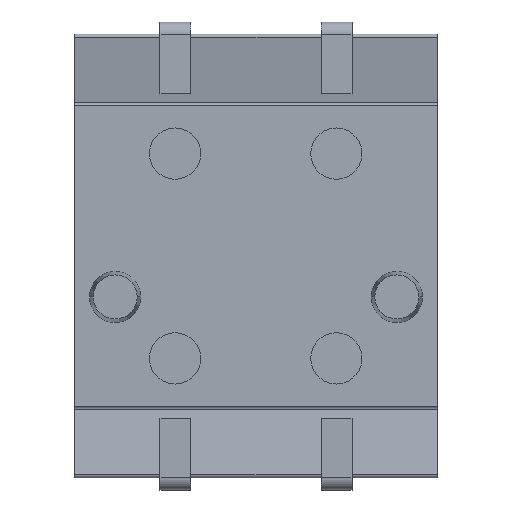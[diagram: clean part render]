
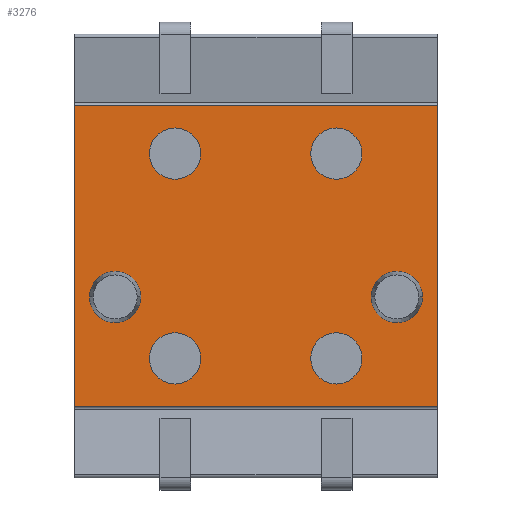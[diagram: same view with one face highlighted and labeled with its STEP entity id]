
A CAD part, front view. The second image highlights one B-rep face of the part: STEP entity #3276.
In plain terms, the highlighted planar face has unit normal (0, -1, 0).
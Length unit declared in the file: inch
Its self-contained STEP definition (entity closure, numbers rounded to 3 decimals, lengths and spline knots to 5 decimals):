
#373=DIRECTION('',(0.,0.,-1.));
#374=VECTOR('',#373,0.293);
#375=CARTESIAN_POINT('',(0.177,-0.058,0.1465));
#376=LINE('',#375,#374);
#439=DIRECTION('',(0.,0.,-1.));
#440=VECTOR('',#439,0.293);
#441=CARTESIAN_POINT('',(-0.177,-0.058,0.1465));
#442=LINE('',#441,#440);
#560=DIRECTION('',(1.,0.,0.));
#561=VECTOR('',#560,0.354);
#562=CARTESIAN_POINT('',(-0.177,-0.058,-0.1465));
#563=LINE('',#562,#561);
#567=DIRECTION('',(1.,0.,0.));
#568=VECTOR('',#567,0.354);
#569=CARTESIAN_POINT('',(-0.177,-0.058,0.1465));
#570=LINE('',#569,#568);
#574=CARTESIAN_POINT('',(-0.079,-0.058,-0.1));
#575=DIRECTION('',(0.,1.,0.));
#576=DIRECTION('',(-1.,0.,0.));
#577=AXIS2_PLACEMENT_3D('',#574,#575,#576);
#582=CARTESIAN_POINT('',(-0.079,-0.058,-0.1));
#583=DIRECTION('',(0.,1.,0.));
#584=DIRECTION('',(1.,0.,0.));
#585=AXIS2_PLACEMENT_3D('',#582,#583,#584);
#590=CARTESIAN_POINT('',(-0.079,-0.058,0.1));
#591=DIRECTION('',(0.,1.,0.));
#592=DIRECTION('',(-1.,0.,0.));
#593=AXIS2_PLACEMENT_3D('',#590,#591,#592);
#598=CARTESIAN_POINT('',(-0.079,-0.058,0.1));
#599=DIRECTION('',(0.,1.,0.));
#600=DIRECTION('',(1.,0.,0.));
#601=AXIS2_PLACEMENT_3D('',#598,#599,#600);
#606=CARTESIAN_POINT('',(0.0785,-0.058,-0.1));
#607=DIRECTION('',(0.,1.,0.));
#608=DIRECTION('',(-1.,0.,0.));
#609=AXIS2_PLACEMENT_3D('',#606,#607,#608);
#614=CARTESIAN_POINT('',(0.0785,-0.058,-0.1));
#615=DIRECTION('',(0.,1.,0.));
#616=DIRECTION('',(1.,0.,0.));
#617=AXIS2_PLACEMENT_3D('',#614,#615,#616);
#622=CARTESIAN_POINT('',(0.0785,-0.058,0.1));
#623=DIRECTION('',(0.,1.,0.));
#624=DIRECTION('',(-1.,0.,0.));
#625=AXIS2_PLACEMENT_3D('',#622,#623,#624);
#630=CARTESIAN_POINT('',(0.0785,-0.058,0.1));
#631=DIRECTION('',(0.,1.,0.));
#632=DIRECTION('',(1.,0.,0.));
#633=AXIS2_PLACEMENT_3D('',#630,#631,#632);
#638=CARTESIAN_POINT('',(0.1375,-0.058,-0.04));
#639=DIRECTION('',(0.,-1.,0.));
#640=DIRECTION('',(1.,0.,0.));
#641=AXIS2_PLACEMENT_3D('',#638,#639,#640);
#646=CARTESIAN_POINT('',(0.1375,-0.058,-0.04));
#647=DIRECTION('',(0.,-1.,0.));
#648=DIRECTION('',(-1.,0.,0.));
#649=AXIS2_PLACEMENT_3D('',#646,#647,#648);
#654=CARTESIAN_POINT('',(-0.1375,-0.058,-0.04));
#655=DIRECTION('',(0.,-1.,0.));
#656=DIRECTION('',(1.,0.,0.));
#657=AXIS2_PLACEMENT_3D('',#654,#655,#656);
#662=CARTESIAN_POINT('',(-0.1375,-0.058,-0.04));
#663=DIRECTION('',(0.,-1.,0.));
#664=DIRECTION('',(-1.,0.,0.));
#665=AXIS2_PLACEMENT_3D('',#662,#663,#664);
#2327=CARTESIAN_POINT('',(-0.177,-0.058,0.1465));
#2329=VERTEX_POINT('',#2327);
#2333=CARTESIAN_POINT('',(0.177,-0.058,0.1465));
#2335=VERTEX_POINT('',#2333);
#2343=CARTESIAN_POINT('',(-0.177,-0.058,-0.1465));
#2344=VERTEX_POINT('',#2343);
#2349=CARTESIAN_POINT('',(0.177,-0.058,-0.1465));
#2350=VERTEX_POINT('',#2349);
#2359=CARTESIAN_POINT('',(0.1625,-0.058,-0.04));
#2360=CARTESIAN_POINT('',(0.1125,-0.058,-0.04));
#2361=VERTEX_POINT('',#2359);
#2362=VERTEX_POINT('',#2360);
#2363=CARTESIAN_POINT('',(-0.1125,-0.058,-0.04));
#2364=CARTESIAN_POINT('',(-0.1625,-0.058,-0.04));
#2365=VERTEX_POINT('',#2363);
#2366=VERTEX_POINT('',#2364);
#2367=CARTESIAN_POINT('',(-0.104,-0.058,-0.1));
#2368=CARTESIAN_POINT('',(-0.054,-0.058,-0.1));
#2369=VERTEX_POINT('',#2367);
#2370=VERTEX_POINT('',#2368);
#2371=CARTESIAN_POINT('',(-0.104,-0.058,0.1));
#2372=CARTESIAN_POINT('',(-0.054,-0.058,0.1));
#2373=VERTEX_POINT('',#2371);
#2374=VERTEX_POINT('',#2372);
#2375=CARTESIAN_POINT('',(0.0535,-0.058,-0.1));
#2376=CARTESIAN_POINT('',(0.1035,-0.058,-0.1));
#2377=VERTEX_POINT('',#2375);
#2378=VERTEX_POINT('',#2376);
#2379=CARTESIAN_POINT('',(0.0535,-0.058,0.1));
#2380=CARTESIAN_POINT('',(0.1035,-0.058,0.1));
#2381=VERTEX_POINT('',#2379);
#2382=VERTEX_POINT('',#2380);
#3228=CARTESIAN_POINT('',(-0.177,-0.058,0.2165));
#3229=DIRECTION('',(0.,-1.,0.));
#3230=DIRECTION('',(0.,0.,-1.));
#3231=AXIS2_PLACEMENT_3D('',#3228,#3229,#3230);
#3232=PLANE('',#3231);
#3234=ORIENTED_EDGE('',*,*,#3233,.F.);
#3235=ORIENTED_EDGE('',*,*,#3160,.F.);
#3236=ORIENTED_EDGE('',*,*,#3223,.T.);
#3237=ORIENTED_EDGE('',*,*,#3123,.T.);
#3238=EDGE_LOOP('',(#3234,#3235,#3236,#3237));
#3239=FACE_OUTER_BOUND('',#3238,.F.);
#3241=ORIENTED_EDGE('',*,*,#3240,.F.);
#3243=ORIENTED_EDGE('',*,*,#3242,.F.);
#3244=EDGE_LOOP('',(#3241,#3243));
#3245=FACE_BOUND('',#3244,.F.);
#3247=ORIENTED_EDGE('',*,*,#3246,.F.);
#3249=ORIENTED_EDGE('',*,*,#3248,.F.);
#3250=EDGE_LOOP('',(#3247,#3249));
#3251=FACE_BOUND('',#3250,.F.);
#3253=ORIENTED_EDGE('',*,*,#3252,.F.);
#3255=ORIENTED_EDGE('',*,*,#3254,.F.);
#3256=EDGE_LOOP('',(#3253,#3255));
#3257=FACE_BOUND('',#3256,.F.);
#3259=ORIENTED_EDGE('',*,*,#3258,.F.);
#3261=ORIENTED_EDGE('',*,*,#3260,.F.);
#3262=EDGE_LOOP('',(#3259,#3261));
#3263=FACE_BOUND('',#3262,.F.);
#3265=ORIENTED_EDGE('',*,*,#3264,.T.);
#3267=ORIENTED_EDGE('',*,*,#3266,.T.);
#3268=EDGE_LOOP('',(#3265,#3267));
#3269=FACE_BOUND('',#3268,.F.);
#3271=ORIENTED_EDGE('',*,*,#3270,.T.);
#3273=ORIENTED_EDGE('',*,*,#3272,.T.);
#3274=EDGE_LOOP('',(#3271,#3273));
#3275=FACE_BOUND('',#3274,.F.);
#578=CIRCLE('',#577,0.025);
#586=CIRCLE('',#585,0.025);
#594=CIRCLE('',#593,0.025);
#602=CIRCLE('',#601,0.025);
#610=CIRCLE('',#609,0.025);
#618=CIRCLE('',#617,0.025);
#626=CIRCLE('',#625,0.025);
#634=CIRCLE('',#633,0.025);
#642=CIRCLE('',#641,0.025);
#650=CIRCLE('',#649,0.025);
#658=CIRCLE('',#657,0.025);
#666=CIRCLE('',#665,0.025);
#3123=EDGE_CURVE('',#2335,#2350,#376,.T.);
#3160=EDGE_CURVE('',#2329,#2344,#442,.T.);
#3223=EDGE_CURVE('',#2329,#2335,#570,.T.);
#3233=EDGE_CURVE('',#2344,#2350,#563,.T.);
#3240=EDGE_CURVE('',#2369,#2370,#578,.T.);
#3242=EDGE_CURVE('',#2370,#2369,#586,.T.);
#3246=EDGE_CURVE('',#2373,#2374,#594,.T.);
#3248=EDGE_CURVE('',#2374,#2373,#602,.T.);
#3252=EDGE_CURVE('',#2377,#2378,#610,.T.);
#3254=EDGE_CURVE('',#2378,#2377,#618,.T.);
#3258=EDGE_CURVE('',#2381,#2382,#626,.T.);
#3260=EDGE_CURVE('',#2382,#2381,#634,.T.);
#3264=EDGE_CURVE('',#2361,#2362,#642,.T.);
#3266=EDGE_CURVE('',#2362,#2361,#650,.T.);
#3270=EDGE_CURVE('',#2365,#2366,#658,.T.);
#3272=EDGE_CURVE('',#2366,#2365,#666,.T.);
#3276=ADVANCED_FACE('',(#3239,#3245,#3251,#3257,#3263,#3269,#3275),#3232,.T.);
